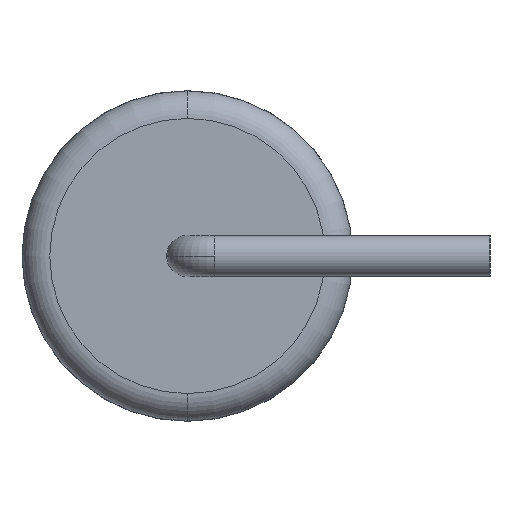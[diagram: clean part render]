
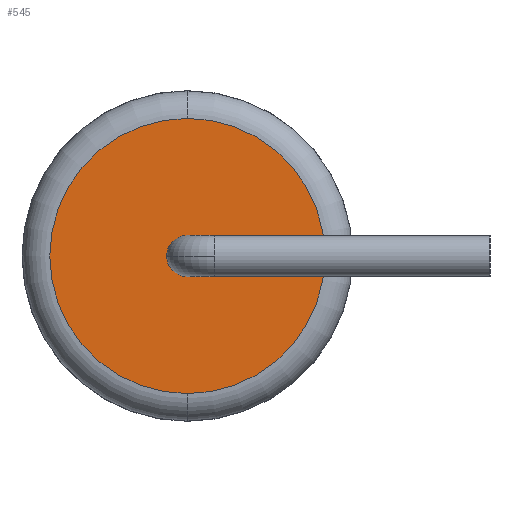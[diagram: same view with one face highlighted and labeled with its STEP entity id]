
A CAD part, left-side view. The second image highlights one B-rep face of the part: STEP entity #545.
In plain terms, the highlighted planar face has unit normal (-1, 0, 0).
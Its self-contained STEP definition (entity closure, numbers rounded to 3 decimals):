
#112 = DIRECTION ( 'NONE',  ( 1., 0., 0. ) ) ;
#150 = EDGE_LOOP ( 'NONE', ( #336, #705 ) ) ;
#162 = FACE_BOUND ( 'NONE', #150, .T. ) ;
#188 = PLANE ( 'NONE',  #440 ) ;
#201 = AXIS2_PLACEMENT_3D ( 'NONE', #724, #1106, #818 ) ;
#211 = CARTESIAN_POINT ( 'NONE',  ( -8.5, 3.5, -2.5 ) ) ;
#238 = CARTESIAN_POINT ( 'NONE',  ( -8.5, 3.5, 0. ) ) ;
#303 = DIRECTION ( 'NONE',  ( -1., 0., 0. ) ) ;
#317 = CARTESIAN_POINT ( 'NONE',  ( -8.5, 3.5, 0. ) ) ;
#334 = DIRECTION ( 'NONE',  ( -1., 0., 0. ) ) ;
#336 = ORIENTED_EDGE ( 'NONE', *, *, #857, .F. ) ;
#385 = CARTESIAN_POINT ( 'NONE',  ( -8.5, 3.5, 0. ) ) ;
#406 = AXIS2_PLACEMENT_3D ( 'NONE', #1095, #893, #432 ) ;
#432 = DIRECTION ( 'NONE',  ( 0., 0., -1. ) ) ;
#440 = AXIS2_PLACEMENT_3D ( 'NONE', #385, #112, #732 ) ;
#442 = VERTEX_POINT ( 'NONE', #473 ) ;
#457 = VERTEX_POINT ( 'NONE', #645 ) ;
#473 = CARTESIAN_POINT ( 'NONE',  ( -8.5, 3.5, 0.375 ) ) ;
#509 = CIRCLE ( 'NONE', #201, 2.5 ) ;
#545 = ADVANCED_FACE ( 'NONE', ( #162, #1008 ), #188, .F. ) ;
#557 = VERTEX_POINT ( 'NONE', #934 ) ;
#607 = CIRCLE ( 'NONE', #406, 0.375 ) ;
#613 = EDGE_LOOP ( 'NONE', ( #899, #911 ) ) ;
#645 = CARTESIAN_POINT ( 'NONE',  ( -8.5, 3.5, 2.5 ) ) ;
#664 = EDGE_CURVE ( 'NONE', #557, #442, #677, .T. ) ;
#677 = CIRCLE ( 'NONE', #1052, 0.375 ) ;
#690 = CIRCLE ( 'NONE', #840, 2.5 ) ;
#705 = ORIENTED_EDGE ( 'NONE', *, *, #664, .F. ) ;
#721 = VERTEX_POINT ( 'NONE', #211 ) ;
#724 = CARTESIAN_POINT ( 'NONE',  ( -8.5, 3.5, 0. ) ) ;
#732 = DIRECTION ( 'NONE',  ( 0., 0., -1. ) ) ;
#754 = EDGE_CURVE ( 'NONE', #457, #721, #690, .T. ) ;
#818 = DIRECTION ( 'NONE',  ( 0., 0., 1. ) ) ;
#840 = AXIS2_PLACEMENT_3D ( 'NONE', #238, #334, #1071 ) ;
#857 = EDGE_CURVE ( 'NONE', #442, #557, #607, .T. ) ;
#893 = DIRECTION ( 'NONE',  ( -1., 0., 0. ) ) ;
#899 = ORIENTED_EDGE ( 'NONE', *, *, #754, .T. ) ;
#911 = ORIENTED_EDGE ( 'NONE', *, *, #1010, .T. ) ;
#934 = CARTESIAN_POINT ( 'NONE',  ( -8.5, 3.5, -0.375 ) ) ;
#1008 = FACE_OUTER_BOUND ( 'NONE', #613, .T. ) ;
#1010 = EDGE_CURVE ( 'NONE', #721, #457, #509, .T. ) ;
#1038 = DIRECTION ( 'NONE',  ( 0., 0., -1. ) ) ;
#1052 = AXIS2_PLACEMENT_3D ( 'NONE', #317, #303, #1038 ) ;
#1071 = DIRECTION ( 'NONE',  ( 0., 0., 1. ) ) ;
#1095 = CARTESIAN_POINT ( 'NONE',  ( -8.5, 3.5, 0. ) ) ;
#1106 = DIRECTION ( 'NONE',  ( -1., 0., 0. ) ) ;
